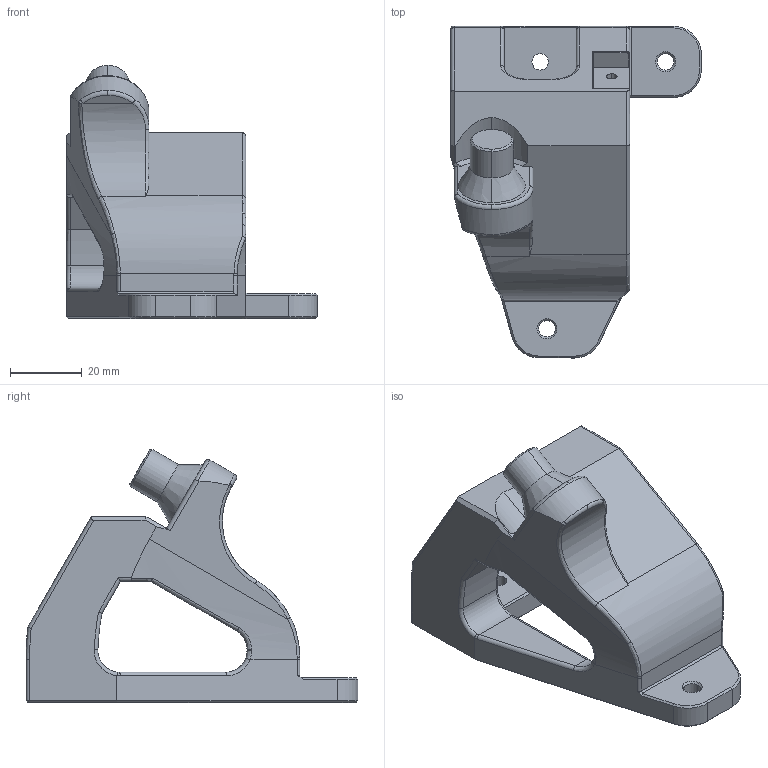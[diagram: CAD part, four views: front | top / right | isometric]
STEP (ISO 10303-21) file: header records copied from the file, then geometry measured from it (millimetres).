
FILE_DESCRIPTION (( 'STEP AP203' ), '1' );
FILE_NAME ('04_rollmount right_30°_v6_2020base.STEP', '2021-08-15T16:58:42', ( '' ), ( '' ), 'SwSTEP 2.0', 'SolidWorks 2020', '' );
FILE_SCHEMA (( 'CONFIG_CONTROL_DESIGN' ));
Length unit declared in the file: millimetre
Products named in the file (1): 04_rollmount right_30起v6_2020base
Bounding box: 70 x 92.63 x 70.7 mm (x, y, z)
Volume: 97475.8 mm3; surface area: 23775.6 mm2
Topology: 1 solids, 1 shells, 206 faces, 510 edges, 307 vertices
Faces by surface type: plane 70, cylinder 62, cone 33, torus 26, bspline 15
Entity records: 6697 total; most frequent: CARTESIAN_POINT 1839, ORIENTED_EDGE 1020, DIRECTION 993, EDGE_CURVE 510, AXIS2_PLACEMENT_3D 369, VERTEX_POINT 307, VECTOR 255, LINE 255
